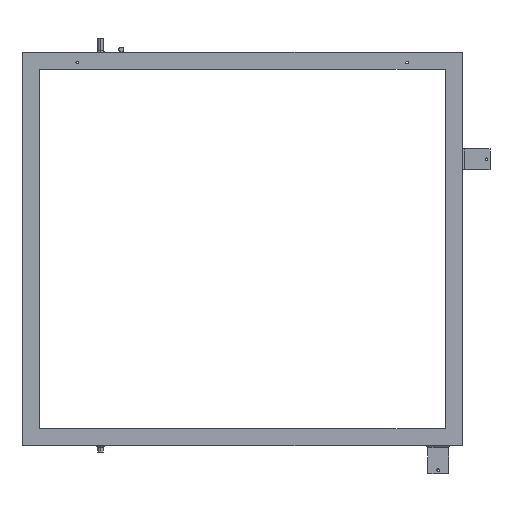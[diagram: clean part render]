
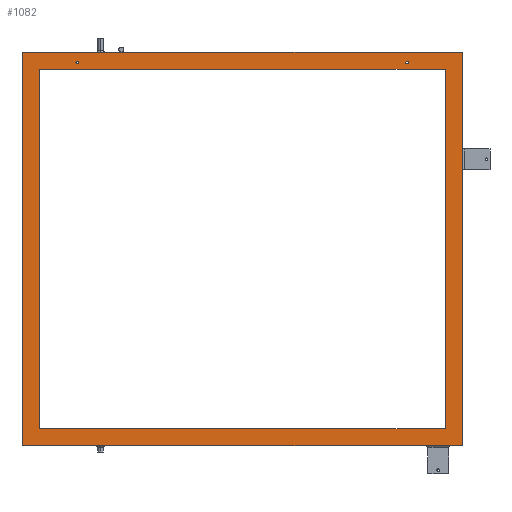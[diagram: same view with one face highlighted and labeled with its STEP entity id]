
A CAD part, left-side view. The second image highlights one B-rep face of the part: STEP entity #1082.
In plain terms, the highlighted planar face has unit normal (-1, 0, 0).
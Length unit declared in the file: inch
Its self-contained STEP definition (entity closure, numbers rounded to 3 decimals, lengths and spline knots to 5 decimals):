
#15 = EDGE_CURVE ( 'NONE', #1281, #632, #505, .T. ) ;
#26 = CARTESIAN_POINT ( 'NONE',  ( -23.10167, 23.72305, 41.71397 ) ) ;
#27 = CARTESIAN_POINT ( 'NONE',  ( -23.10167, 23.72305, 42.96397 ) ) ;
#32 = DIRECTION ( 'NONE',  ( 0., 0., -1. ) ) ;
#33 = AXIS2_PLACEMENT_3D ( 'NONE', #1629, #492, #1353 ) ;
#79 = CARTESIAN_POINT ( 'NONE',  ( -23.10167, -4.15295, 42.21397 ) ) ;
#107 = CARTESIAN_POINT ( 'NONE',  ( -23.10167, 18.03455, 42.96397 ) ) ;
#112 = DIRECTION ( 'NONE',  ( 0., 0., 1. ) ) ;
#128 = DIRECTION ( 'NONE',  ( 0., 0., -1. ) ) ;
#134 = ORIENTED_EDGE ( 'NONE', *, *, #1292, .T. ) ;
#143 = CIRCLE ( 'NONE', #1480, 0.09375 ) ;
#182 = VERTEX_POINT ( 'NONE', #297 ) ;
#194 = ORIENTED_EDGE ( 'NONE', *, *, #832, .T. ) ;
#213 = EDGE_LOOP ( 'NONE', ( #134, #1197, #1602, #444, #654, #496 ) ) ;
#215 = ORIENTED_EDGE ( 'NONE', *, *, #1312, .F. ) ;
#222 = CARTESIAN_POINT ( 'NONE',  ( -23.10167, 23.72305, 42.96397 ) ) ;
#227 = CIRCLE ( 'NONE', #883, 0.09375 ) ;
#237 = EDGE_LOOP ( 'NONE', ( #675, #1092 ) ) ;
#238 = VERTEX_POINT ( 'NONE', #743 ) ;
#249 = VECTOR ( 'NONE', #575, 39.37008 ) ;
#251 = VECTOR ( 'NONE', #112, 39.37008 ) ;
#262 = DIRECTION ( 'NONE',  ( 0., 1., 0. ) ) ;
#274 = LINE ( 'NONE', #283, #1190 ) ;
#283 = CARTESIAN_POINT ( 'NONE',  ( -23.10167, 23.72305, 15.71397 ) ) ;
#287 = VERTEX_POINT ( 'NONE', #107 ) ;
#297 = CARTESIAN_POINT ( 'NONE',  ( -23.10167, 23.72205, 14.46397 ) ) ;
#299 = CARTESIAN_POINT ( 'NONE',  ( -23.10167, 19.72205, 42.21397 ) ) ;
#312 = LINE ( 'NONE', #566, #249 ) ;
#317 = CARTESIAN_POINT ( 'NONE',  ( -23.10167, -4.15295, 42.21397 ) ) ;
#334 = FACE_OUTER_BOUND ( 'NONE', #213, .T. ) ;
#351 = LINE ( 'NONE', #892, #251 ) ;
#355 = EDGE_CURVE ( 'NONE', #519, #182, #671, .T. ) ;
#366 = VERTEX_POINT ( 'NONE', #1420 ) ;
#380 = VERTEX_POINT ( 'NONE', #409 ) ;
#400 = EDGE_CURVE ( 'NONE', #287, #519, #1406, .T. ) ;
#404 = VERTEX_POINT ( 'NONE', #1280 ) ;
#409 = CARTESIAN_POINT ( 'NONE',  ( -23.10167, -6.90295, 41.71397 ) ) ;
#444 = ORIENTED_EDGE ( 'NONE', *, *, #1469, .T. ) ;
#454 = CARTESIAN_POINT ( 'NONE',  ( -23.10167, 22.47205, 15.71397 ) ) ;
#459 = CARTESIAN_POINT ( 'NONE',  ( -23.10167, 23.72205, 42.96397 ) ) ;
#469 = DIRECTION ( 'NONE',  ( 0., 1., 0. ) ) ;
#492 = DIRECTION ( 'NONE',  ( -1., 0., 0. ) ) ;
#496 = ORIENTED_EDGE ( 'NONE', *, *, #355, .T. ) ;
#498 = DIRECTION ( 'NONE',  ( -1., 0., 0. ) ) ;
#505 = CIRCLE ( 'NONE', #1119, 0.09375 ) ;
#519 = VERTEX_POINT ( 'NONE', #459 ) ;
#528 = DIRECTION ( 'NONE',  ( 0., 0., -1. ) ) ;
#530 = EDGE_CURVE ( 'NONE', #1400, #1481, #1446, .T. ) ;
#541 = VERTEX_POINT ( 'NONE', #454 ) ;
#566 = CARTESIAN_POINT ( 'NONE',  ( -23.10167, -8.15295, 14.46297 ) ) ;
#571 = EDGE_CURVE ( 'NONE', #366, #1481, #312, .T. ) ;
#575 = DIRECTION ( 'NONE',  ( 0., 0., -1. ) ) ;
#602 = DIRECTION ( 'NONE',  ( 0., 0., -1. ) ) ;
#610 = CIRCLE ( 'NONE', #1219, 0.09375 ) ;
#632 = VERTEX_POINT ( 'NONE', #1215 ) ;
#635 = FACE_BOUND ( 'NONE', #237, .T. ) ;
#654 = ORIENTED_EDGE ( 'NONE', *, *, #400, .T. ) ;
#671 = LINE ( 'NONE', #1431, #1376 ) ;
#675 = ORIENTED_EDGE ( 'NONE', *, *, #1073, .T. ) ;
#690 = VECTOR ( 'NONE', #967, 39.37008 ) ;
#691 = ORIENTED_EDGE ( 'NONE', *, *, #1094, .T. ) ;
#698 = VECTOR ( 'NONE', #528, 39.37008 ) ;
#714 = DIRECTION ( 'NONE',  ( 0., 0., -1. ) ) ;
#734 = FACE_BOUND ( 'NONE', #779, .T. ) ;
#743 = CARTESIAN_POINT ( 'NONE',  ( -23.10167, -4.15295, 42.12022 ) ) ;
#772 = VECTOR ( 'NONE', #1036, 39.37008 ) ;
#779 = EDGE_LOOP ( 'NONE', ( #1230, #215 ) ) ;
#807 = EDGE_CURVE ( 'NONE', #1546, #380, #1419, .T. ) ;
#822 = CARTESIAN_POINT ( 'NONE',  ( -23.10167, 23.72305, 14.46397 ) ) ;
#829 = VECTOR ( 'NONE', #469, 39.37008 ) ;
#832 = EDGE_CURVE ( 'NONE', #380, #1577, #1062, .T. ) ;
#883 = AXIS2_PLACEMENT_3D ( 'NONE', #299, #1212, #714 ) ;
#892 = CARTESIAN_POINT ( 'NONE',  ( -23.10167, 22.47205, 14.46297 ) ) ;
#896 = ORIENTED_EDGE ( 'NONE', *, *, #1234, .T. ) ;
#937 = CARTESIAN_POINT ( 'NONE',  ( -23.10167, 19.72205, 42.12022 ) ) ;
#967 = DIRECTION ( 'NONE',  ( 0., -1., 0. ) ) ;
#970 = DIRECTION ( 'NONE',  ( 0., -1., 0. ) ) ;
#1036 = DIRECTION ( 'NONE',  ( 0., -1., 0. ) ) ;
#1059 = CARTESIAN_POINT ( 'NONE',  ( -23.10167, 18.03455, 14.46397 ) ) ;
#1062 = LINE ( 'NONE', #1530, #698 ) ;
#1073 = EDGE_CURVE ( 'NONE', #238, #404, #143, .T. ) ;
#1076 = CARTESIAN_POINT ( 'NONE',  ( -23.10167, -6.90295, 15.71397 ) ) ;
#1082 = ADVANCED_FACE ( 'NONE', ( #1258, #635, #734, #334 ), #1112, .T. ) ;
#1092 = ORIENTED_EDGE ( 'NONE', *, *, #1408, .T. ) ;
#1094 = EDGE_CURVE ( 'NONE', #541, #1546, #351, .T. ) ;
#1110 = LINE ( 'NONE', #222, #829 ) ;
#1112 = PLANE ( 'NONE',  #33 ) ;
#1117 = CARTESIAN_POINT ( 'NONE',  ( -23.10167, -8.15295, 14.46397 ) ) ;
#1119 = AXIS2_PLACEMENT_3D ( 'NONE', #1509, #498, #128 ) ;
#1162 = DIRECTION ( 'NONE',  ( 0., 1., 0. ) ) ;
#1190 = VECTOR ( 'NONE', #1162, 39.37008 ) ;
#1197 = ORIENTED_EDGE ( 'NONE', *, *, #530, .T. ) ;
#1212 = DIRECTION ( 'NONE',  ( -1., 0., 0. ) ) ;
#1215 = CARTESIAN_POINT ( 'NONE',  ( -23.10167, 19.72205, 42.30772 ) ) ;
#1219 = AXIS2_PLACEMENT_3D ( 'NONE', #317, #1560, #32 ) ;
#1230 = ORIENTED_EDGE ( 'NONE', *, *, #15, .F. ) ;
#1234 = EDGE_CURVE ( 'NONE', #1577, #541, #274, .T. ) ;
#1257 = CARTESIAN_POINT ( 'NONE',  ( -23.10167, 22.47205, 41.71397 ) ) ;
#1258 = FACE_BOUND ( 'NONE', #1338, .T. ) ;
#1280 = CARTESIAN_POINT ( 'NONE',  ( -23.10167, -4.15295, 42.30772 ) ) ;
#1281 = VERTEX_POINT ( 'NONE', #937 ) ;
#1286 = DIRECTION ( 'NONE',  ( 0., 0., -1. ) ) ;
#1289 = ORIENTED_EDGE ( 'NONE', *, *, #807, .T. ) ;
#1292 = EDGE_CURVE ( 'NONE', #182, #1400, #1314, .T. ) ;
#1312 = EDGE_CURVE ( 'NONE', #632, #1281, #227, .T. ) ;
#1314 = LINE ( 'NONE', #822, #1538 ) ;
#1338 = EDGE_LOOP ( 'NONE', ( #1289, #194, #896, #691 ) ) ;
#1353 = DIRECTION ( 'NONE',  ( 0., -1., 0. ) ) ;
#1354 = CARTESIAN_POINT ( 'NONE',  ( -23.10167, 23.72305, 14.46397 ) ) ;
#1376 = VECTOR ( 'NONE', #1286, 39.37008 ) ;
#1400 = VERTEX_POINT ( 'NONE', #1059 ) ;
#1406 = LINE ( 'NONE', #27, #1508 ) ;
#1408 = EDGE_CURVE ( 'NONE', #404, #238, #610, .T. ) ;
#1419 = LINE ( 'NONE', #26, #772 ) ;
#1420 = CARTESIAN_POINT ( 'NONE',  ( -23.10167, -8.15295, 42.96397 ) ) ;
#1431 = CARTESIAN_POINT ( 'NONE',  ( -23.10167, 23.72205, 14.46297 ) ) ;
#1446 = LINE ( 'NONE', #1354, #690 ) ;
#1469 = EDGE_CURVE ( 'NONE', #366, #287, #1110, .T. ) ;
#1480 = AXIS2_PLACEMENT_3D ( 'NONE', #79, #1515, #602 ) ;
#1481 = VERTEX_POINT ( 'NONE', #1117 ) ;
#1508 = VECTOR ( 'NONE', #262, 39.37008 ) ;
#1509 = CARTESIAN_POINT ( 'NONE',  ( -23.10167, 19.72205, 42.21397 ) ) ;
#1515 = DIRECTION ( 'NONE',  ( 1., 0., 0. ) ) ;
#1530 = CARTESIAN_POINT ( 'NONE',  ( -23.10167, -6.90295, 14.46297 ) ) ;
#1538 = VECTOR ( 'NONE', #970, 39.37008 ) ;
#1546 = VERTEX_POINT ( 'NONE', #1257 ) ;
#1560 = DIRECTION ( 'NONE',  ( 1., 0., 0. ) ) ;
#1577 = VERTEX_POINT ( 'NONE', #1076 ) ;
#1602 = ORIENTED_EDGE ( 'NONE', *, *, #571, .F. ) ;
#1629 = CARTESIAN_POINT ( 'NONE',  ( -23.10167, 23.72305, 14.46297 ) ) ;
